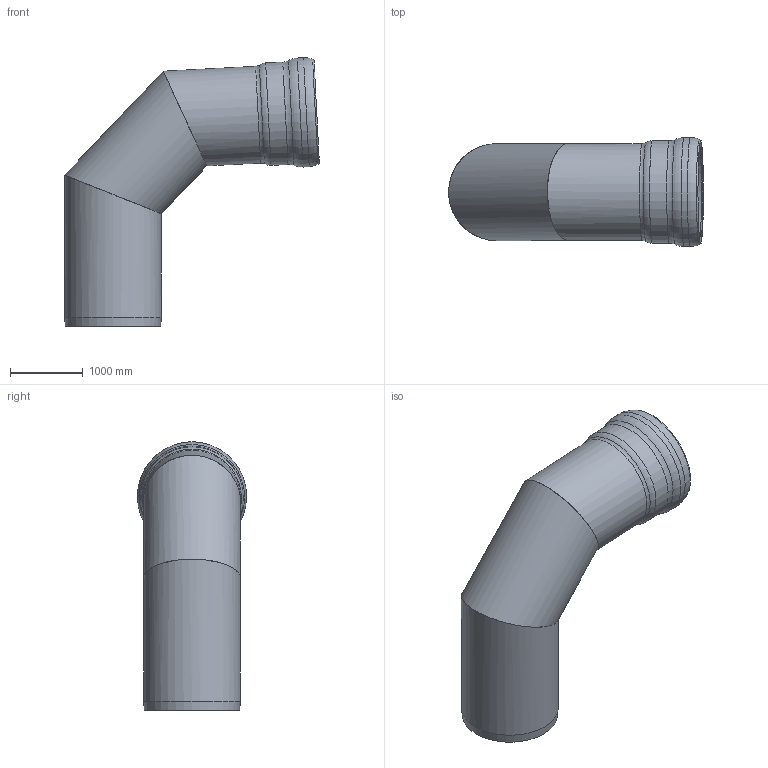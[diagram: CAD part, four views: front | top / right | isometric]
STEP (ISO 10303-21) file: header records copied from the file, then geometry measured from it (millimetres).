
FILE_DESCRIPTION(/* description */ (''),/* implementation_level */ '2;1');
FILE_NAME(/* name */ '5.300.125C_3D.stp',/* time_stamp */ '2024-12-11T11:52:32+01:00',/* author */ ('CAD'),/* organization */ (''),/* preprocessor_version */ 'ST-DEVELOPER v20',/* originating_system */ 'AutoCAD Mechanical',/* authorisation */ '');
FILE_SCHEMA (('AUTOMOTIVE_DESIGN { 1 0 10303 214 3 1 1 }'));
Length unit declared in the file: centimetre
Products named in the file (1): Product
Bounding box: 3498.46 x 1498 x 3687.06 mm (x, y, z)
Volume: 318318466.8 mm3; surface area: 42836012.6 mm2
Topology: 3 solids, 3 shells, 30 faces, 70 edges, 47 vertices
Faces by surface type: torus 10, cylinder 10, cone 6, plane 4
Full cylindrical faces by diameter (mm): 1300 x3, 1330 x3, 1378 x1, 1408 x1, 1468 x1, 1498 x1
Entity records: 937 total; most frequent: DIRECTION 183, CARTESIAN_POINT 148, ORIENTED_EDGE 134, AXIS2_PLACEMENT_3D 82, EDGE_CURVE 67, CIRCLE 43, VERTEX_POINT 41, EDGE_LOOP 34
